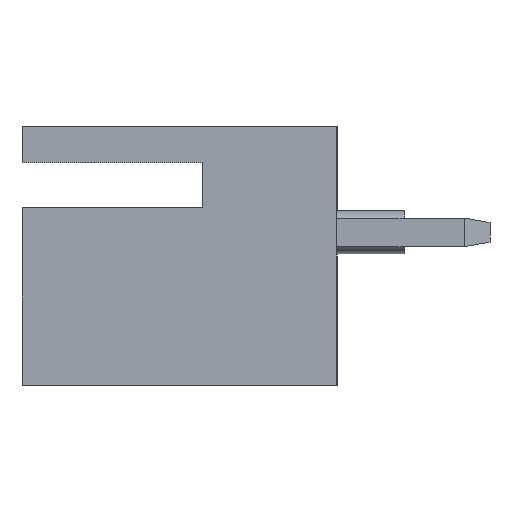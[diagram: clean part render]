
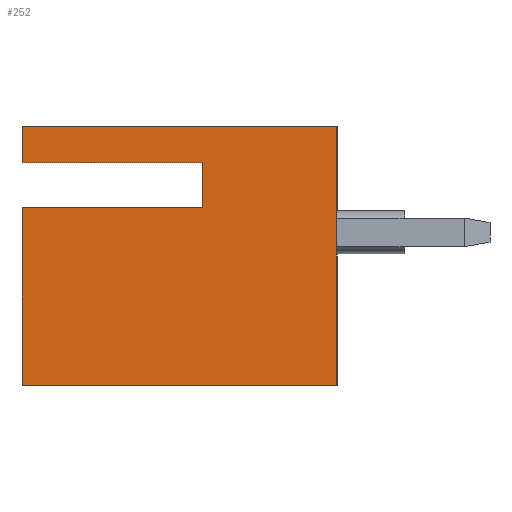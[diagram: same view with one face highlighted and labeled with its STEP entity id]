
A CAD part, left-side view. The second image highlights one B-rep face of the part: STEP entity #252.
In plain terms, the highlighted planar face has unit normal (-1, 0, 0).
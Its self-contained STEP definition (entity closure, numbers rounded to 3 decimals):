
#6 = VERTEX_POINT ( 'NONE', #1633 ) ;
#16 = EDGE_CURVE ( 'NONE', #56, #6, #1690, .T. ) ;
#56 = VERTEX_POINT ( 'NONE', #1753 ) ;
#87 = VERTEX_POINT ( 'NONE', #1833 ) ;
#94 = EDGE_CURVE ( 'NONE', #56, #87, #1827, .T. ) ;
#232 = ORIENTED_EDGE ( 'NONE', *, *, #335, .F. ) ;
#233 = ORIENTED_EDGE ( 'NONE', *, *, #234, .T. ) ;
#234 = EDGE_CURVE ( 'NONE', #333, #235, #2066, .T. ) ;
#235 = VERTEX_POINT ( 'NONE', #2121 ) ;
#236 = ORIENTED_EDGE ( 'NONE', *, *, #237, .T. ) ;
#237 = EDGE_CURVE ( 'NONE', #235, #6275, #2120, .T. ) ;
#238 = ORIENTED_EDGE ( 'NONE', *, *, #6226, .F. ) ;
#252 = ADVANCED_FACE ( 'NONE', ( #2135 ), #2179, .F. ) ;
#297 = ORIENTED_EDGE ( 'NONE', *, *, #94, .F. ) ;
#298 = ORIENTED_EDGE ( 'NONE', *, *, #16, .T. ) ;
#309 = EDGE_LOOP ( 'NONE', ( #310, #313, #232, #233, #236, #238, #297, #298 ) ) ;
#310 = ORIENTED_EDGE ( 'NONE', *, *, #311, .T. ) ;
#311 = EDGE_CURVE ( 'NONE', #6, #312, #2336, .T. ) ;
#312 = VERTEX_POINT ( 'NONE', #2332 ) ;
#313 = ORIENTED_EDGE ( 'NONE', *, *, #314, .T. ) ;
#314 = EDGE_CURVE ( 'NONE', #312, #336, #2330, .T. ) ;
#333 = VERTEX_POINT ( 'NONE', #2392 ) ;
#335 = EDGE_CURVE ( 'NONE', #333, #336, #2391, .T. ) ;
#336 = VERTEX_POINT ( 'NONE', #2387 ) ;
#1633 = CARTESIAN_POINT ( 'NONE',  ( -7.45, 3., 2.075 ) ) ;
#1687 = DIRECTION ( 'NONE',  ( 0., -1., 0. ) ) ;
#1688 = VECTOR ( 'NONE', #1687, 1000. ) ;
#1689 = CARTESIAN_POINT ( 'NONE',  ( -7.45, 7., 2.075 ) ) ;
#1690 = LINE ( 'NONE', #1689, #1688 ) ;
#1753 = CARTESIAN_POINT ( 'NONE',  ( -7.45, 7., 2.075 ) ) ;
#1824 = DIRECTION ( 'NONE',  ( 0., 0., 1. ) ) ;
#1825 = VECTOR ( 'NONE', #1824, 1000. ) ;
#1826 = CARTESIAN_POINT ( 'NONE',  ( -7.45, 7., -2.875 ) ) ;
#1827 = LINE ( 'NONE', #1826, #1825 ) ;
#1833 = CARTESIAN_POINT ( 'NONE',  ( -7.45, 7., 2.875 ) ) ;
#2063 = DIRECTION ( 'NONE',  ( 0., -1., 0. ) ) ;
#2064 = VECTOR ( 'NONE', #2063, 1000. ) ;
#2065 = CARTESIAN_POINT ( 'NONE',  ( -7.45, 7., -2.875 ) ) ;
#2066 = LINE ( 'NONE', #2065, #2064 ) ;
#2117 = DIRECTION ( 'NONE',  ( 0., 0., 1. ) ) ;
#2118 = VECTOR ( 'NONE', #2117, 1000. ) ;
#2119 = CARTESIAN_POINT ( 'NONE',  ( -7.45, 0., -2.875 ) ) ;
#2120 = LINE ( 'NONE', #2119, #2118 ) ;
#2121 = CARTESIAN_POINT ( 'NONE',  ( -7.45, 0., -2.875 ) ) ;
#2135 = FACE_OUTER_BOUND ( 'NONE', #309, .T. ) ;
#2175 = DIRECTION ( 'NONE',  ( 0., 0., -1. ) ) ;
#2176 = DIRECTION ( 'NONE',  ( 1., 0., 0. ) ) ;
#2177 = CARTESIAN_POINT ( 'NONE',  ( -7.45, 7., -2.875 ) ) ;
#2178 = AXIS2_PLACEMENT_3D ( 'NONE', #2177, #2176, #2175 ) ;
#2179 = PLANE ( 'NONE',  #2178 ) ;
#2327 = DIRECTION ( 'NONE',  ( 0., 1., 0. ) ) ;
#2328 = VECTOR ( 'NONE', #2327, 1000. ) ;
#2329 = CARTESIAN_POINT ( 'NONE',  ( -7.45, 7., 1.075 ) ) ;
#2330 = LINE ( 'NONE', #2329, #2328 ) ;
#2332 = CARTESIAN_POINT ( 'NONE',  ( -7.45, 3., 1.075 ) ) ;
#2333 = DIRECTION ( 'NONE',  ( 0., 0., -1. ) ) ;
#2334 = VECTOR ( 'NONE', #2333, 1000. ) ;
#2335 = CARTESIAN_POINT ( 'NONE',  ( -7.45, 3., -2.875 ) ) ;
#2336 = LINE ( 'NONE', #2335, #2334 ) ;
#2387 = CARTESIAN_POINT ( 'NONE',  ( -7.45, 7., 1.075 ) ) ;
#2388 = DIRECTION ( 'NONE',  ( 0., 0., 1. ) ) ;
#2389 = VECTOR ( 'NONE', #2388, 1000. ) ;
#2390 = CARTESIAN_POINT ( 'NONE',  ( -7.45, 7., -2.875 ) ) ;
#2391 = LINE ( 'NONE', #2390, #2389 ) ;
#2392 = CARTESIAN_POINT ( 'NONE',  ( -7.45, 7., -2.875 ) ) ;
#6052 = DIRECTION ( 'NONE',  ( 0., -1., 0. ) ) ;
#6053 = VECTOR ( 'NONE', #6052, 1000. ) ;
#6054 = CARTESIAN_POINT ( 'NONE',  ( -7.45, 7., 2.875 ) ) ;
#6055 = LINE ( 'NONE', #6054, #6053 ) ;
#6108 = CARTESIAN_POINT ( 'NONE',  ( -7.45, 0., 2.875 ) ) ;
#6226 = EDGE_CURVE ( 'NONE', #87, #6275, #6055, .T. ) ;
#6275 = VERTEX_POINT ( 'NONE', #6108 ) ;
